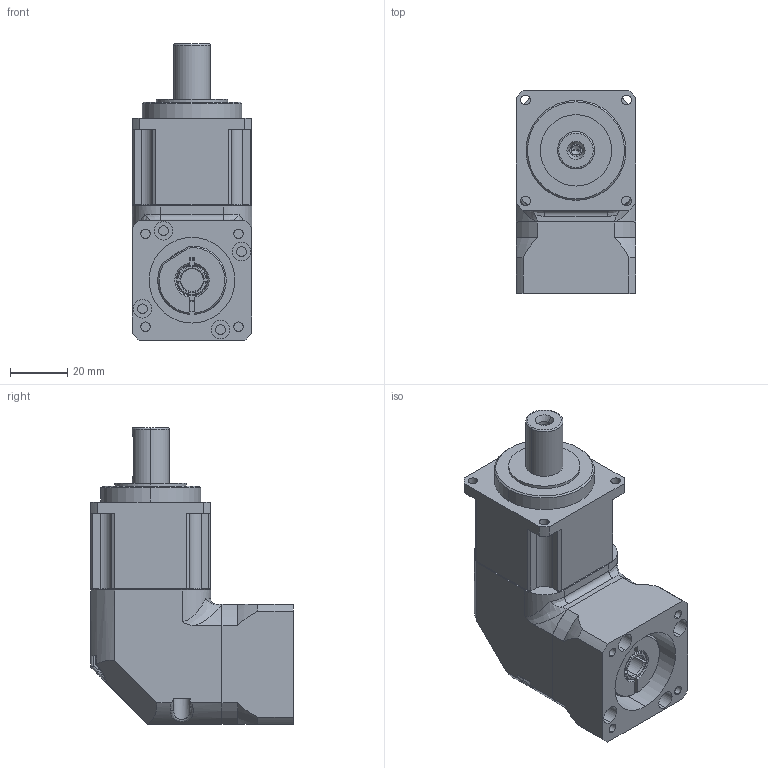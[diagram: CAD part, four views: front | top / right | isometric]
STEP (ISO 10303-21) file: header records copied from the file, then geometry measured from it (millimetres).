
FILE_DESCRIPTION (( 'STEP AP203' ), '1' );
FILE_NAME ('TBR42-46-4.STEP', '2020-08-07T03:03:55', ( 'Windows 蚚誧' ), ( 'Microsoft' ), 'SwSTEP 2.0', 'SolidWorks 2017', '' );
FILE_SCHEMA (( 'CONFIG_CONTROL_DESIGN' ));
Length unit declared in the file: millimetre
Products named in the file (6): 郔陔tbr40眊极; TBR042-伞齿入力轴_1-2; TD42-B; TBR42-46-4; TBR042-坶踡遠; TBR042-蟀諉啣
Assembly tree (5 placements, depth 2):
  TBR42-46-4
    TD42-B
    TBR042-伞齿入力轴_1-2
    TBR042-坶踡遠
    TBR042-蟀諉啣
    郔陔tbr40眊极
Bounding box: 42 x 71 x 103.8 mm (x, y, z)
Volume: 159669.7 mm3; surface area: 38531.7 mm2
Topology: 5 solids, 5 shells, 372 faces, 918 edges, 574 vertices
Faces by surface type: cylinder 165, plane 122, cone 64, bspline 12, torus 9
Entity records: 13018 total; most frequent: CARTESIAN_POINT 3603, DIRECTION 1900, ORIENTED_EDGE 1784, EDGE_CURVE 892, AXIS2_PLACEMENT_3D 749, VERTEX_POINT 574, EDGE_LOOP 438, VECTOR 402
